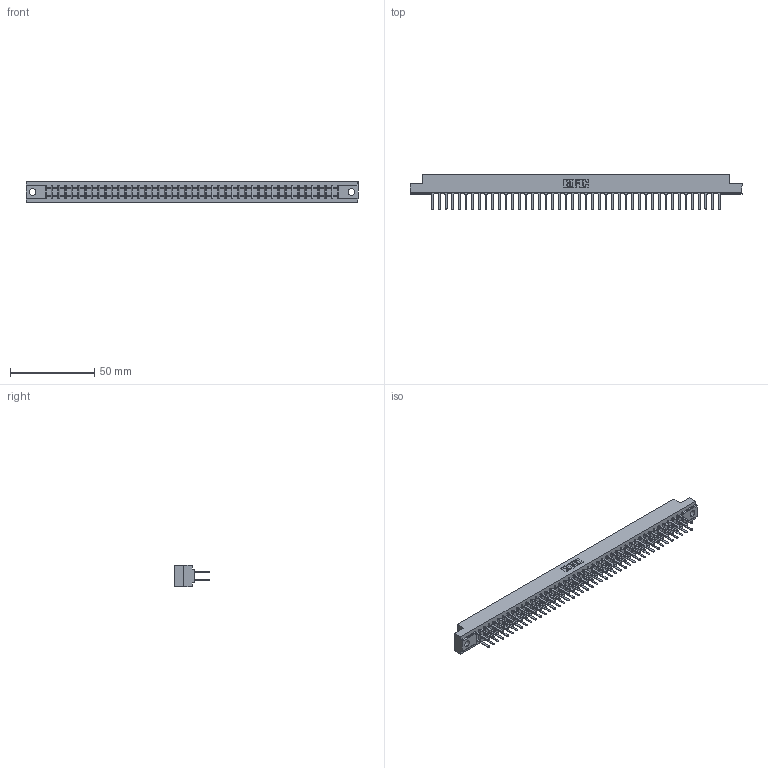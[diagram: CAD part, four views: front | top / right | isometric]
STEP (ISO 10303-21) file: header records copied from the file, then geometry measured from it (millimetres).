
FILE_DESCRIPTION (( 'STEP AP203' ), '1' );
FILE_NAME ('357-088-522-202.STEP', '2018-08-13T03:17:29', ( '' ), ( '' ), 'SwSTEP 2.0', 'SolidWorks 2016', '' );
FILE_SCHEMA (( 'CONFIG_CONTROL_DESIGN' ));
Length unit declared in the file: inch
Products named in the file (3): 307-290-001_522; 357-088-522-202; 307 Part_.128 Dia Mounting Holes
Assembly tree (89 placements, depth 2):
  357-088-522-202
    307 Part_.128 Dia Mounting Holes
    307-290-001_522  x88
Bounding box: 197.36 x 21.11 x 12.7 mm (x, y, z)
Volume: 21102.6 mm3; surface area: 26622 mm2
Topology: 89 solids, 89 shells, 4211 faces, 11763 edges, 7602 vertices
Faces by surface type: plane 2798, cylinder 1323, sphere 90
Entity records: 38852 total; most frequent: CARTESIAN_POINT 6352, ORIENTED_EDGE 6294, DIRECTION 6221, EDGE_CURVE 3147, VECTOR 2415, LINE 2415, VERTEX_POINT 2034, AXIS2_PLACEMENT_3D 1903
